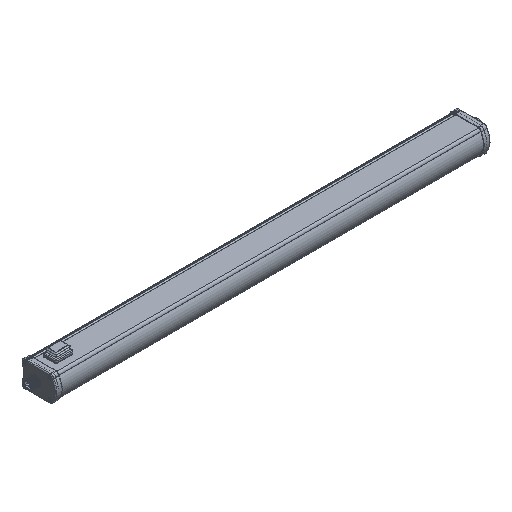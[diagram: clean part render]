
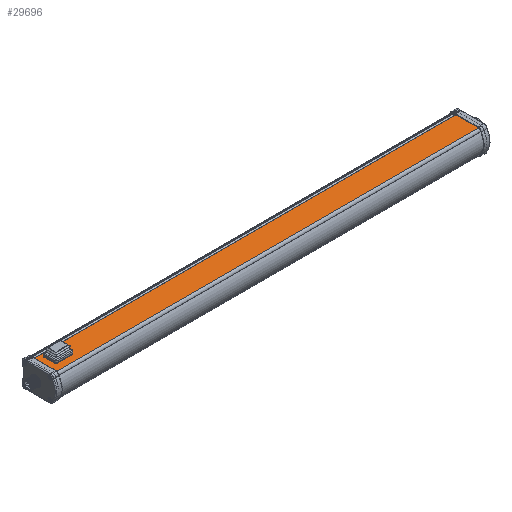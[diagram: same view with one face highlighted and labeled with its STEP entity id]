
A CAD part, isometric view. The second image highlights one B-rep face of the part: STEP entity #29696.
In plain terms, the highlighted planar face has unit normal (0, 0, 1).
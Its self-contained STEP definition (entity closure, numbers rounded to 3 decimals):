
#8642=DIRECTION('',(0.,-1.,0.));
#8643=VECTOR('',#8642,29.273);
#8644=CARTESIAN_POINT('',(289.,-6.581,16.));
#8645=LINE('',#8644,#8643);
#8774=DIRECTION('',(1.,0.,0.));
#8775=VECTOR('',#8774,578.);
#8776=CARTESIAN_POINT('',(-289.,-37.,16.));
#8777=LINE('',#8776,#8775);
#8778=DIRECTION('',(0.,-1.,0.));
#8779=VECTOR('',#8778,1.146);
#8780=CARTESIAN_POINT('',(-289.,-35.854,16.));
#8781=LINE('',#8780,#8779);
#8782=DIRECTION('',(-1.,0.,0.));
#8783=VECTOR('',#8782,578.);
#8784=CARTESIAN_POINT('',(289.,-6.581,16.));
#8785=LINE('',#8784,#8783);
#8786=DIRECTION('',(0.,-1.,0.));
#8787=VECTOR('',#8786,1.146);
#8788=CARTESIAN_POINT('',(289.,-35.854,16.));
#8789=LINE('',#8788,#8787);
#8790=CARTESIAN_POINT('',(-253.8,-26.45,16.));
#8791=DIRECTION('',(0.,0.,-1.));
#8792=DIRECTION('',(0.707,-0.707,0.));
#8793=AXIS2_PLACEMENT_3D('',#8790,#8791,#8792);
#8795=CARTESIAN_POINT('',(-254.05,-26.,16.));
#8796=DIRECTION('',(0.,0.,-1.));
#8797=DIRECTION('',(1.,0.,0.));
#8798=AXIS2_PLACEMENT_3D('',#8795,#8796,#8797);
#8800=DIRECTION('',(0.,1.,0.));
#8801=VECTOR('',#8800,13.6);
#8802=CARTESIAN_POINT('',(-252.05,-26.,16.));
#8803=LINE('',#8802,#8801);
#8804=CARTESIAN_POINT('',(-254.05,-12.4,16.));
#8805=DIRECTION('',(0.,0.,-1.));
#8806=DIRECTION('',(0.655,0.755,0.));
#8807=AXIS2_PLACEMENT_3D('',#8804,#8805,#8806);
#8809=CARTESIAN_POINT('',(-253.8,-11.95,16.));
#8810=DIRECTION('',(0.,0.,-1.));
#8811=DIRECTION('',(0.227,0.974,0.));
#8812=AXIS2_PLACEMENT_3D('',#8809,#8810,#8811);
#8814=CARTESIAN_POINT('',(-254.05,-12.4,16.));
#8815=DIRECTION('',(0.,0.,-1.));
#8816=DIRECTION('',(0.,1.,0.));
#8817=AXIS2_PLACEMENT_3D('',#8814,#8815,#8816);
#8819=DIRECTION('',(-1.,0.,0.));
#8820=VECTOR('',#8819,20.4);
#8821=CARTESIAN_POINT('',(-254.05,-10.4,16.));
#8822=LINE('',#8821,#8820);
#8823=CARTESIAN_POINT('',(-274.45,-12.4,16.));
#8824=DIRECTION('',(0.,0.,-1.));
#8825=DIRECTION('',(-0.295,0.955,0.));
#8826=AXIS2_PLACEMENT_3D('',#8823,#8824,#8825);
#8828=CARTESIAN_POINT('',(-274.7,-11.95,16.));
#8829=DIRECTION('',(0.,0.,-1.));
#8830=DIRECTION('',(-0.707,0.707,0.));
#8831=AXIS2_PLACEMENT_3D('',#8828,#8829,#8830);
#8833=CARTESIAN_POINT('',(-274.45,-12.4,16.));
#8834=DIRECTION('',(0.,0.,-1.));
#8835=DIRECTION('',(-1.,0.,0.));
#8836=AXIS2_PLACEMENT_3D('',#8833,#8834,#8835);
#8838=DIRECTION('',(0.,-1.,0.));
#8839=VECTOR('',#8838,13.6);
#8840=CARTESIAN_POINT('',(-276.45,-12.4,16.));
#8841=LINE('',#8840,#8839);
#8842=CARTESIAN_POINT('',(-274.45,-26.,16.));
#8843=DIRECTION('',(0.,0.,-1.));
#8844=DIRECTION('',(-0.655,-0.755,0.));
#8845=AXIS2_PLACEMENT_3D('',#8842,#8843,#8844);
#8847=CARTESIAN_POINT('',(-274.7,-26.45,16.));
#8848=DIRECTION('',(0.,0.,-1.));
#8849=DIRECTION('',(-0.227,-0.974,0.));
#8850=AXIS2_PLACEMENT_3D('',#8847,#8848,#8849);
#8852=CARTESIAN_POINT('',(-274.45,-26.,16.));
#8853=DIRECTION('',(0.,0.,-1.));
#8854=DIRECTION('',(0.,-1.,0.));
#8855=AXIS2_PLACEMENT_3D('',#8852,#8853,#8854);
#8857=DIRECTION('',(1.,0.,0.));
#8858=VECTOR('',#8857,20.4);
#8859=CARTESIAN_POINT('',(-274.45,-28.,16.));
#8860=LINE('',#8859,#8858);
#8861=CARTESIAN_POINT('',(-254.05,-26.,16.));
#8862=DIRECTION('',(0.,0.,-1.));
#8863=DIRECTION('',(0.295,-0.955,0.));
#8864=AXIS2_PLACEMENT_3D('',#8861,#8862,#8863);
#17524=DIRECTION('',(0.,-1.,0.));
#17525=VECTOR('',#17524,29.273);
#17526=CARTESIAN_POINT('',(-289.,-6.581,16.));
#17527=LINE('',#17526,#17525);
#18733=CARTESIAN_POINT('',(-289.,-6.581,16.));
#18735=VERTEX_POINT('',#18733);
#18739=CARTESIAN_POINT('',(289.,-6.581,16.));
#18740=VERTEX_POINT('',#18739);
#18765=CARTESIAN_POINT('',(-276.45,-12.4,16.));
#18766=CARTESIAN_POINT('',(-276.45,-26.,16.));
#18767=VERTEX_POINT('',#18765);
#18768=VERTEX_POINT('',#18766);
#18769=CARTESIAN_POINT('',(-274.45,-28.,16.));
#18770=CARTESIAN_POINT('',(-254.05,-28.,16.));
#18771=VERTEX_POINT('',#18769);
#18772=VERTEX_POINT('',#18770);
#18773=CARTESIAN_POINT('',(-252.05,-26.,16.));
#18774=CARTESIAN_POINT('',(-252.05,-12.4,16.));
#18775=VERTEX_POINT('',#18773);
#18776=VERTEX_POINT('',#18774);
#18777=CARTESIAN_POINT('',(-254.05,-10.4,16.));
#18778=CARTESIAN_POINT('',(-274.45,-10.4,16.));
#18779=VERTEX_POINT('',#18777);
#18780=VERTEX_POINT('',#18778);
#18949=CARTESIAN_POINT('',(-252.74,-27.511,16.));
#18950=CARTESIAN_POINT('',(-253.46,-27.911,16.));
#18951=VERTEX_POINT('',#18949);
#18952=VERTEX_POINT('',#18950);
#18953=CARTESIAN_POINT('',(-253.46,-10.489,16.));
#18954=CARTESIAN_POINT('',(-252.74,-10.889,16.));
#18955=VERTEX_POINT('',#18953);
#18956=VERTEX_POINT('',#18954);
#18957=CARTESIAN_POINT('',(-275.76,-10.889,16.));
#18958=CARTESIAN_POINT('',(-275.04,-10.489,16.));
#18959=VERTEX_POINT('',#18957);
#18960=VERTEX_POINT('',#18958);
#18961=CARTESIAN_POINT('',(-275.04,-27.911,16.));
#18962=CARTESIAN_POINT('',(-275.76,-27.511,16.));
#18963=VERTEX_POINT('',#18961);
#18964=VERTEX_POINT('',#18962);
#19435=CARTESIAN_POINT('',(-289.,-35.854,16.));
#19437=VERTEX_POINT('',#19435);
#19461=CARTESIAN_POINT('',(-289.,-37.,16.));
#19462=VERTEX_POINT('',#19461);
#20471=CARTESIAN_POINT('',(289.,-35.854,16.));
#20473=VERTEX_POINT('',#20471);
#20501=CARTESIAN_POINT('',(289.,-37.,16.));
#20502=VERTEX_POINT('',#20501);
#29645=CARTESIAN_POINT('',(-289.,-6.414,16.));
#29646=DIRECTION('',(0.,0.,1.));
#29647=DIRECTION('',(0.,-1.,0.));
#29648=AXIS2_PLACEMENT_3D('',#29645,#29646,#29647);
#29649=PLANE('',#29648);
#29651=ORIENTED_EDGE('',*,*,#29650,.F.);
#29653=ORIENTED_EDGE('',*,*,#29652,.F.);
#29655=ORIENTED_EDGE('',*,*,#29654,.F.);
#29657=ORIENTED_EDGE('',*,*,#29656,.F.);
#29658=ORIENTED_EDGE('',*,*,#29441,.T.);
#29659=ORIENTED_EDGE('',*,*,#29622,.T.);
#29660=EDGE_LOOP('',(#29651,#29653,#29655,#29657,#29658,#29659));
#29661=FACE_OUTER_BOUND('',#29660,.F.);
#29663=ORIENTED_EDGE('',*,*,#29662,.F.);
#29665=ORIENTED_EDGE('',*,*,#29664,.F.);
#29667=ORIENTED_EDGE('',*,*,#29666,.T.);
#29669=ORIENTED_EDGE('',*,*,#29668,.F.);
#29671=ORIENTED_EDGE('',*,*,#29670,.F.);
#29673=ORIENTED_EDGE('',*,*,#29672,.F.);
#29675=ORIENTED_EDGE('',*,*,#29674,.T.);
#29677=ORIENTED_EDGE('',*,*,#29676,.F.);
#29679=ORIENTED_EDGE('',*,*,#29678,.F.);
#29681=ORIENTED_EDGE('',*,*,#29680,.F.);
#29683=ORIENTED_EDGE('',*,*,#29682,.T.);
#29685=ORIENTED_EDGE('',*,*,#29684,.F.);
#29687=ORIENTED_EDGE('',*,*,#29686,.F.);
#29689=ORIENTED_EDGE('',*,*,#29688,.F.);
#29691=ORIENTED_EDGE('',*,*,#29690,.T.);
#29693=ORIENTED_EDGE('',*,*,#29692,.F.);
#29694=EDGE_LOOP('',(#29663,#29665,#29667,#29669,#29671,#29673,#29675,#29677,
#29679,#29681,#29683,#29685,#29687,#29689,#29691,#29693));
#29695=FACE_BOUND('',#29694,.F.);
#29696=ADVANCED_FACE('',(#29661,#29695),#29649,.T.);
#8794=CIRCLE('',#8793,1.5);
#8799=CIRCLE('',#8798,2.);
#8808=CIRCLE('',#8807,2.);
#8813=CIRCLE('',#8812,1.5);
#8818=CIRCLE('',#8817,2.);
#8827=CIRCLE('',#8826,2.);
#8832=CIRCLE('',#8831,1.5);
#8837=CIRCLE('',#8836,2.);
#8846=CIRCLE('',#8845,2.);
#8851=CIRCLE('',#8850,1.5);
#8856=CIRCLE('',#8855,2.);
#8865=CIRCLE('',#8864,2.);
#29441=EDGE_CURVE('',#18740,#20473,#8645,.T.);
#29622=EDGE_CURVE('',#20473,#20502,#8789,.T.);
#29650=EDGE_CURVE('',#19462,#20502,#8777,.T.);
#29652=EDGE_CURVE('',#19437,#19462,#8781,.T.);
#29654=EDGE_CURVE('',#18735,#19437,#17527,.T.);
#29656=EDGE_CURVE('',#18740,#18735,#8785,.T.);
#29662=EDGE_CURVE('',#18951,#18952,#8794,.T.);
#29664=EDGE_CURVE('',#18775,#18951,#8799,.T.);
#29666=EDGE_CURVE('',#18775,#18776,#8803,.T.);
#29668=EDGE_CURVE('',#18956,#18776,#8808,.T.);
#29670=EDGE_CURVE('',#18955,#18956,#8813,.T.);
#29672=EDGE_CURVE('',#18779,#18955,#8818,.T.);
#29674=EDGE_CURVE('',#18779,#18780,#8822,.T.);
#29676=EDGE_CURVE('',#18960,#18780,#8827,.T.);
#29678=EDGE_CURVE('',#18959,#18960,#8832,.T.);
#29680=EDGE_CURVE('',#18767,#18959,#8837,.T.);
#29682=EDGE_CURVE('',#18767,#18768,#8841,.T.);
#29684=EDGE_CURVE('',#18964,#18768,#8846,.T.);
#29686=EDGE_CURVE('',#18963,#18964,#8851,.T.);
#29688=EDGE_CURVE('',#18771,#18963,#8856,.T.);
#29690=EDGE_CURVE('',#18771,#18772,#8860,.T.);
#29692=EDGE_CURVE('',#18952,#18772,#8865,.T.);
